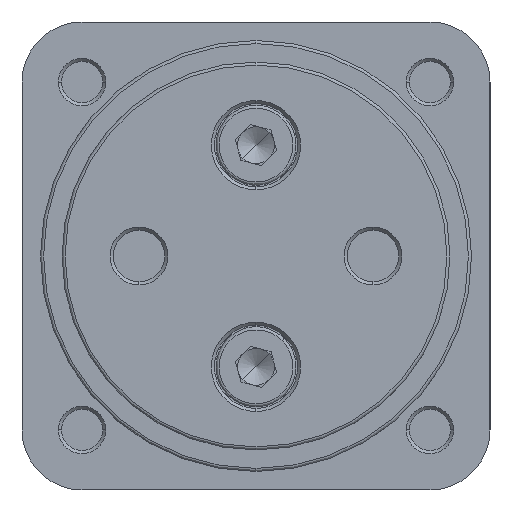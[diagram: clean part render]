
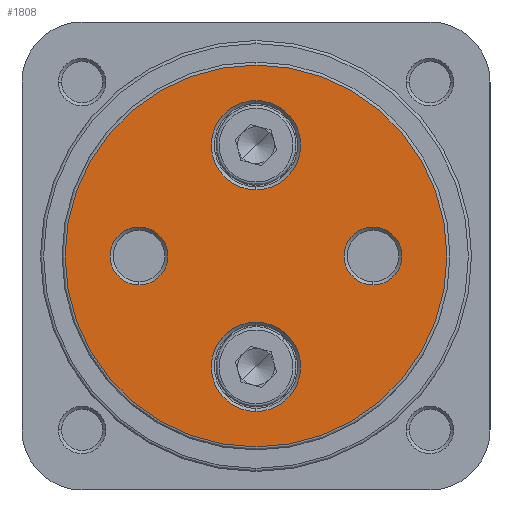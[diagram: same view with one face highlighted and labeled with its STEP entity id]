
A CAD part, left-side view. The second image highlights one B-rep face of the part: STEP entity #1808.
In plain terms, the highlighted planar face has unit normal (-1, 0, 0).
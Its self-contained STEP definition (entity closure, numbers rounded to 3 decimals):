
#278 = EDGE_LOOP ( 'NONE', ( #4749, #4748 ) ) ;
#279 = EDGE_LOOP ( 'NONE', ( #4724, #4719 ) ) ;
#281 = EDGE_LOOP ( 'NONE', ( #4712, #4711 ) ) ;
#288 = EDGE_LOOP ( 'NONE', ( #4726, #4725 ) ) ;
#301 = EDGE_LOOP ( 'NONE', ( #4710, #4759 ) ) ;
#459 = FACE_BOUND ( 'NONE', #278, .T. ) ;
#462 = FACE_OUTER_BOUND ( 'NONE', #288, .T. ) ;
#468 = FACE_BOUND ( 'NONE', #281, .T. ) ;
#470 = FACE_BOUND ( 'NONE', #301, .T. ) ;
#472 = FACE_BOUND ( 'NONE', #279, .T. ) ;
#1742 = VERTEX_POINT ( 'NONE', #3201 ) ;
#1743 = VERTEX_POINT ( 'NONE', #3023 ) ;
#1749 = VERTEX_POINT ( 'NONE', #3303 ) ;
#1762 = VERTEX_POINT ( 'NONE', #3126 ) ;
#1808 = ADVANCED_FACE ( 'NONE', ( #462, #468, #470, #472, #459 ), #3100, .F. ) ;
#2561 = EDGE_CURVE ( 'NONE', #5304, #5268, #6768, .T. ) ;
#2576 = EDGE_CURVE ( 'NONE', #5299, #5442, #6788, .T. ) ;
#2596 = EDGE_CURVE ( 'NONE', #1762, #1742, #6815, .T. ) ;
#2611 = EDGE_CURVE ( 'NONE', #1742, #1762, #6836, .T. ) ;
#2631 = EDGE_CURVE ( 'NONE', #5454, #5321, #6867, .T. ) ;
#2650 = EDGE_CURVE ( 'NONE', #5442, #5299, #6893, .T. ) ;
#2654 = EDGE_CURVE ( 'NONE', #1749, #1743, #6897, .T. ) ;
#2659 = EDGE_CURVE ( 'NONE', #5268, #5304, #6904, .T. ) ;
#2668 = EDGE_CURVE ( 'NONE', #1743, #1749, #6916, .T. ) ;
#2670 = EDGE_CURVE ( 'NONE', #5321, #5454, #6919, .T. ) ;
#2713 = AXIS2_PLACEMENT_3D ( 'NONE', #3177, #3210, #3285 ) ;
#3023 = CARTESIAN_POINT ( 'NONE',  ( 0., -19., -4.7 ) ) ;
#3100 = PLANE ( 'NONE',  #2713 ) ;
#3126 = CARTESIAN_POINT ( 'NONE',  ( 0., 19., 4.7 ) ) ;
#3177 = CARTESIAN_POINT ( 'NONE',  ( 0., 0., 0. ) ) ;
#3201 = CARTESIAN_POINT ( 'NONE',  ( 0., 19., -4.7 ) ) ;
#3210 = DIRECTION ( 'NONE',  ( 1., 0., 0. ) ) ;
#3285 = DIRECTION ( 'NONE',  ( 0., 0., -1. ) ) ;
#3303 = CARTESIAN_POINT ( 'NONE',  ( 0., -19., 4.7 ) ) ;
#4710 = ORIENTED_EDGE ( 'NONE', *, *, #2576, .T. ) ;
#4711 = ORIENTED_EDGE ( 'NONE', *, *, #2670, .T. ) ;
#4712 = ORIENTED_EDGE ( 'NONE', *, *, #2631, .T. ) ;
#4719 = ORIENTED_EDGE ( 'NONE', *, *, #2668, .T. ) ;
#4724 = ORIENTED_EDGE ( 'NONE', *, *, #2654, .T. ) ;
#4725 = ORIENTED_EDGE ( 'NONE', *, *, #2659, .T. ) ;
#4726 = ORIENTED_EDGE ( 'NONE', *, *, #2561, .T. ) ;
#4748 = ORIENTED_EDGE ( 'NONE', *, *, #2611, .T. ) ;
#4749 = ORIENTED_EDGE ( 'NONE', *, *, #2596, .T. ) ;
#4759 = ORIENTED_EDGE ( 'NONE', *, *, #2650, .T. ) ;
#5268 = VERTEX_POINT ( 'NONE', #8081 ) ;
#5299 = VERTEX_POINT ( 'NONE', #8112 ) ;
#5304 = VERTEX_POINT ( 'NONE', #8117 ) ;
#5321 = VERTEX_POINT ( 'NONE', #8134 ) ;
#5442 = VERTEX_POINT ( 'NONE', #8285 ) ;
#5454 = VERTEX_POINT ( 'NONE', #8297 ) ;
#5873 = AXIS2_PLACEMENT_3D ( 'NONE', #7702, #7703, #7704 ) ;
#5881 = AXIS2_PLACEMENT_3D ( 'NONE', #7740, #7741, #7742 ) ;
#5896 = AXIS2_PLACEMENT_3D ( 'NONE', #7783, #7796, #7797 ) ;
#5898 = AXIS2_PLACEMENT_3D ( 'NONE', #7829, #7835, #7836 ) ;
#5913 = AXIS2_PLACEMENT_3D ( 'NONE', #7886, #7887, #7888 ) ;
#5926 = AXIS2_PLACEMENT_3D ( 'NONE', #7933, #7935, #7936 ) ;
#5928 = AXIS2_PLACEMENT_3D ( 'NONE', #7939, #7945, #7946 ) ;
#5929 = AXIS2_PLACEMENT_3D ( 'NONE', #7957, #7958, #7959 ) ;
#5937 = AXIS2_PLACEMENT_3D ( 'NONE', #7975, #7984, #7985 ) ;
#5940 = AXIS2_PLACEMENT_3D ( 'NONE', #7983, #7989, #7990 ) ;
#6768 = CIRCLE ( 'NONE', #5873, 31. ) ;
#6788 = CIRCLE ( 'NONE', #5881, 7.25 ) ;
#6815 = CIRCLE ( 'NONE', #5896, 4.7 ) ;
#6836 = CIRCLE ( 'NONE', #5898, 4.7 ) ;
#6867 = CIRCLE ( 'NONE', #5913, 7.25 ) ;
#6893 = CIRCLE ( 'NONE', #5926, 7.25 ) ;
#6897 = CIRCLE ( 'NONE', #5928, 4.7 ) ;
#6904 = CIRCLE ( 'NONE', #5929, 31. ) ;
#6916 = CIRCLE ( 'NONE', #5937, 4.7 ) ;
#6919 = CIRCLE ( 'NONE', #5940, 7.25 ) ;
#7702 = CARTESIAN_POINT ( 'NONE',  ( 0., 0., 0. ) ) ;
#7703 = DIRECTION ( 'NONE',  ( -1., 0., 0. ) ) ;
#7704 = DIRECTION ( 'NONE',  ( 0., 0., -1. ) ) ;
#7740 = CARTESIAN_POINT ( 'NONE',  ( 0., 0., 18. ) ) ;
#7741 = DIRECTION ( 'NONE',  ( 1., 0., 0. ) ) ;
#7742 = DIRECTION ( 'NONE',  ( 0., 0., -1. ) ) ;
#7783 = CARTESIAN_POINT ( 'NONE',  ( 0., 19., 0. ) ) ;
#7796 = DIRECTION ( 'NONE',  ( 1., 0., 0. ) ) ;
#7797 = DIRECTION ( 'NONE',  ( 0., 0., -1. ) ) ;
#7829 = CARTESIAN_POINT ( 'NONE',  ( 0., 19., 0. ) ) ;
#7835 = DIRECTION ( 'NONE',  ( 1., 0., 0. ) ) ;
#7836 = DIRECTION ( 'NONE',  ( 0., 0., -1. ) ) ;
#7886 = CARTESIAN_POINT ( 'NONE',  ( 0., 0., -18. ) ) ;
#7887 = DIRECTION ( 'NONE',  ( 1., 0., 0. ) ) ;
#7888 = DIRECTION ( 'NONE',  ( 0., 0., -1. ) ) ;
#7933 = CARTESIAN_POINT ( 'NONE',  ( 0., 0., 18. ) ) ;
#7935 = DIRECTION ( 'NONE',  ( 1., 0., 0. ) ) ;
#7936 = DIRECTION ( 'NONE',  ( 0., 0., -1. ) ) ;
#7939 = CARTESIAN_POINT ( 'NONE',  ( 0., -19., 0. ) ) ;
#7945 = DIRECTION ( 'NONE',  ( 1., 0., 0. ) ) ;
#7946 = DIRECTION ( 'NONE',  ( 0., 0., -1. ) ) ;
#7957 = CARTESIAN_POINT ( 'NONE',  ( 0., 0., 0. ) ) ;
#7958 = DIRECTION ( 'NONE',  ( -1., 0., 0. ) ) ;
#7959 = DIRECTION ( 'NONE',  ( 0., 0., -1. ) ) ;
#7975 = CARTESIAN_POINT ( 'NONE',  ( 0., -19., 0. ) ) ;
#7983 = CARTESIAN_POINT ( 'NONE',  ( 0., 0., -18. ) ) ;
#7984 = DIRECTION ( 'NONE',  ( 1., 0., 0. ) ) ;
#7985 = DIRECTION ( 'NONE',  ( 0., 0., -1. ) ) ;
#7989 = DIRECTION ( 'NONE',  ( 1., 0., 0. ) ) ;
#7990 = DIRECTION ( 'NONE',  ( 0., 0., -1. ) ) ;
#8081 = CARTESIAN_POINT ( 'NONE',  ( 0., 0., 31. ) ) ;
#8112 = CARTESIAN_POINT ( 'NONE',  ( 0., 0., 25.25 ) ) ;
#8117 = CARTESIAN_POINT ( 'NONE',  ( 0., 0., -31. ) ) ;
#8134 = CARTESIAN_POINT ( 'NONE',  ( 0., 0., -25.25 ) ) ;
#8285 = CARTESIAN_POINT ( 'NONE',  ( 0., 0., 10.75 ) ) ;
#8297 = CARTESIAN_POINT ( 'NONE',  ( 0., 0., -10.75 ) ) ;
